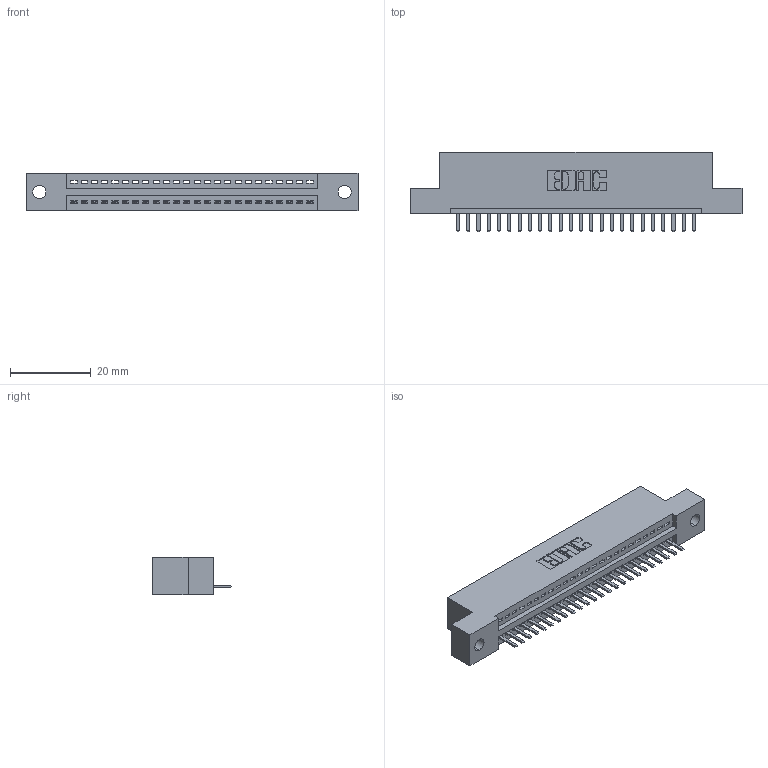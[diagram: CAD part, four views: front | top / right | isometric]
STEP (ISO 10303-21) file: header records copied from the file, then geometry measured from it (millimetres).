
FILE_DESCRIPTION (( 'STEP AP203' ), '1' );
FILE_NAME ('395-024-520-102.STEP', '2018-11-08T14:36:20', ( '' ), ( '' ), 'SwSTEP 2.0', 'SolidWorks 2016', '' );
FILE_SCHEMA (( 'CONFIG_CONTROL_DESIGN' ));
Length unit declared in the file: inch
Products named in the file (3): 395-024-520-102; 345 Part_Flush Mounting Lugs - 0.128 Dia; 345-292-001_345-293-120
Assembly tree (25 placements, depth 2):
  395-024-520-102
    345 Part_Flush Mounting Lugs - 0.128 Dia
    345-292-001_345-293-120  x24
Bounding box: 82.17 x 19.68 x 9.4 mm (x, y, z)
Volume: 7551.3 mm3; surface area: 9293 mm2
Topology: 25 solids, 25 shells, 1614 faces, 4757 edges, 3106 vertices
Faces by surface type: plane 1088, cylinder 526
Entity records: 20603 total; most frequent: CARTESIAN_POINT 3588, ORIENTED_EDGE 3534, DIRECTION 3147, EDGE_CURVE 1767, VECTOR 1535, LINE 1535, VERTEX_POINT 1174, AXIS2_PLACEMENT_3D 806
